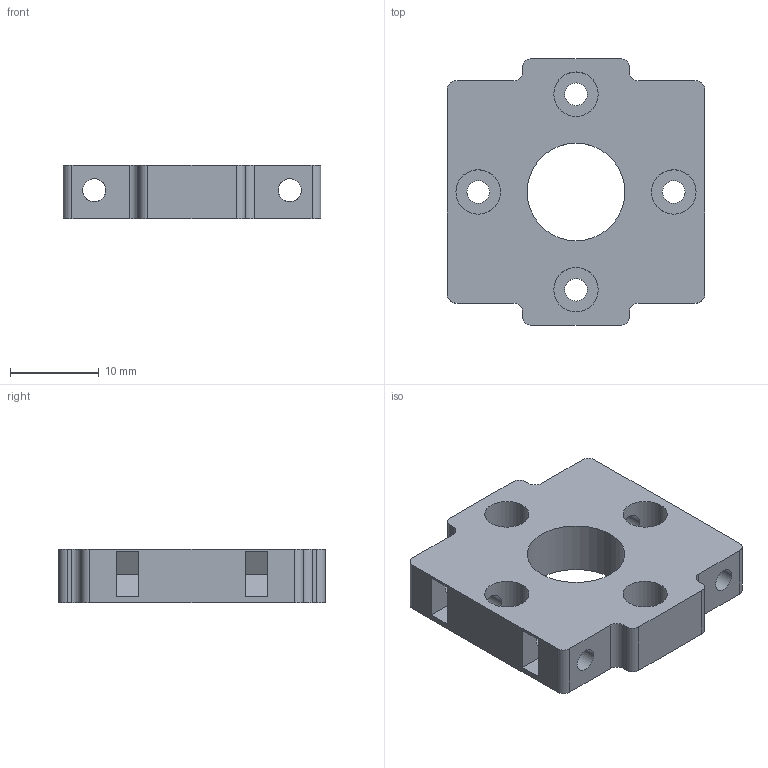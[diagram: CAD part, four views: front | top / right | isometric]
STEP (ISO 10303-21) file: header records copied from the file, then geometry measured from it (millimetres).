
FILE_DESCRIPTION (( 'STEP AP214' ), '1' );
FILE_NAME ('NeckPartPrinted.STEP', '2017-09-26T13:05:08', ( '' ), ( '' ), 'SwSTEP 2.0', 'SolidWorks 2016', '' );
FILE_SCHEMA (( 'AUTOMOTIVE_DESIGN' ));
Length unit declared in the file: millimetre
Products named in the file (2): NeckPartPrinted
Bounding box: 29 x 30 x 6 mm (x, y, z)
Volume: 3321.6 mm3; surface area: 3045.7 mm2
Topology: 1 solids, 1 shells, 88 faces, 242 edges, 160 vertices
Faces by surface type: cylinder 46, plane 42
Entity records: 3087 total; most frequent: CARTESIAN_POINT 680, DIRECTION 498, ORIENTED_EDGE 484, EDGE_CURVE 242, AXIS2_PLACEMENT_3D 178, VERTEX_POINT 160, LINE 142, VECTOR 142
